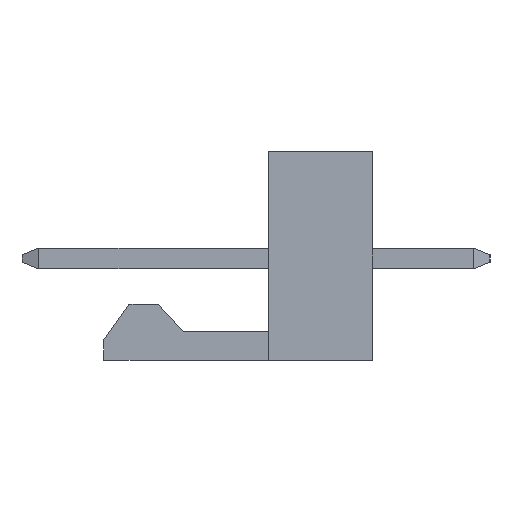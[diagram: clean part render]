
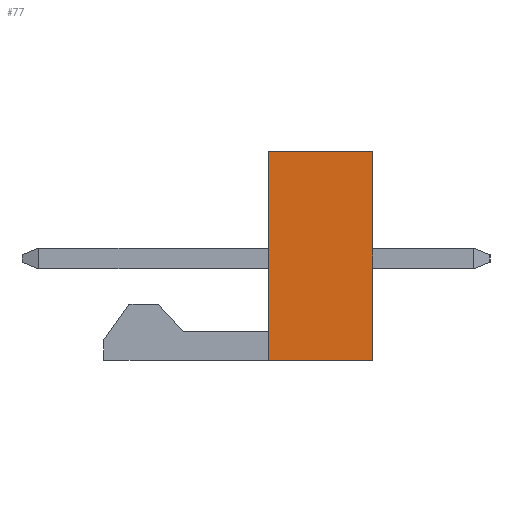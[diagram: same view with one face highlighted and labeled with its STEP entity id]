
A CAD part, left-side view. The second image highlights one B-rep face of the part: STEP entity #77.
In plain terms, the highlighted planar face has unit normal (-1, 0, 0).
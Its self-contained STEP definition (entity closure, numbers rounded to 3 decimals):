
#77=ADVANCED_FACE('',(#401),#402,.F.);
#401=FACE_OUTER_BOUND('',#1047,.T.);
#402=PLANE('',#1048);
#1047=EDGE_LOOP('',(#1693,#1694,#1695,#1696));
#1048=AXIS2_PLACEMENT_3D('',#1697,#1698,#1699);
#1693=ORIENTED_EDGE('',*,*,#4060,.F.);
#1694=ORIENTED_EDGE('',*,*,#4061,.F.);
#1695=ORIENTED_EDGE('',*,*,#4062,.F.);
#1696=ORIENTED_EDGE('',*,*,#4063,.F.);
#1697=CARTESIAN_POINT('',(-15.164,0.0,0.0));
#1698=DIRECTION('',(1.0,0.0,0.0));
#1699=DIRECTION('',(0.0,1.0,0.0));
#4060=EDGE_CURVE('',#4855,#4856,#4857,.T.);
#4061=EDGE_CURVE('',#4858,#4855,#4859,.T.);
#4062=EDGE_CURVE('',#4860,#4858,#4861,.T.);
#4063=EDGE_CURVE('',#4856,#4860,#4862,.T.);
#4855=VERTEX_POINT('',#6028);
#4856=VERTEX_POINT('',#6029);
#4857=LINE('',#6030,#6031);
#4858=VERTEX_POINT('',#6032);
#4859=LINE('',#6033,#6034);
#4860=VERTEX_POINT('',#6035);
#4861=LINE('',#6036,#6037);
#4862=LINE('',#6038,#6039);
#6028=CARTESIAN_POINT('',(-15.164,1.588,-3.099));
#6029=CARTESIAN_POINT('',(-15.164,1.588,3.251));
#6030=CARTESIAN_POINT('',(-15.164,1.588,-3.099));
#6031=VECTOR('',#7924,6.35);
#6032=CARTESIAN_POINT('',(-15.164,-1.588,-3.099));
#6033=CARTESIAN_POINT('',(-15.164,-1.588,-3.099));
#6034=VECTOR('',#7925,3.175);
#6035=CARTESIAN_POINT('',(-15.164,-1.588,3.251));
#6036=CARTESIAN_POINT('',(-15.164,-1.588,3.251));
#6037=VECTOR('',#7926,6.35);
#6038=CARTESIAN_POINT('',(-15.164,1.588,3.251));
#6039=VECTOR('',#7927,3.175);
#7924=DIRECTION('',(0.0,0.0,1.0));
#7925=DIRECTION('',(0.0,1.0,0.0));
#7926=DIRECTION('',(0.0,0.0,-1.0));
#7927=DIRECTION('',(0.0,-1.0,0.0));
